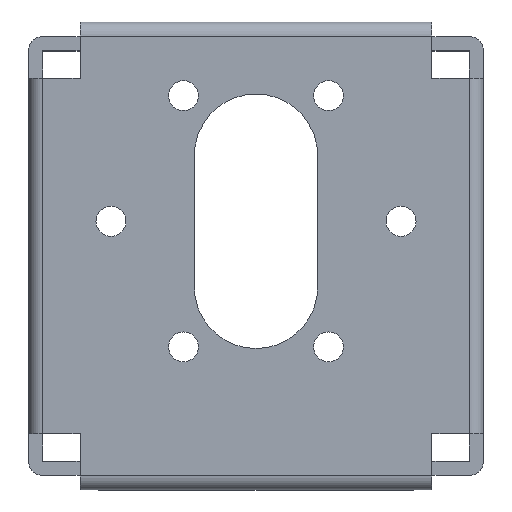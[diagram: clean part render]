
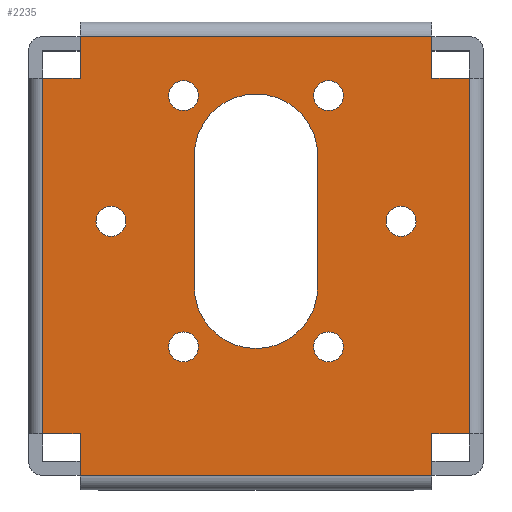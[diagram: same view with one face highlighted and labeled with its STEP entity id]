
A CAD part, top view. The second image highlights one B-rep face of the part: STEP entity #2235.
In plain terms, the highlighted planar face has unit normal (0, 0, 1).
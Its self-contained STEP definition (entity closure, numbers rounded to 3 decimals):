
#51=FACE_BOUND('',#368,.T.);
#52=FACE_BOUND('',#369,.T.);
#53=FACE_BOUND('',#370,.T.);
#54=FACE_BOUND('',#371,.T.);
#55=FACE_BOUND('',#372,.T.);
#56=FACE_BOUND('',#373,.T.);
#57=FACE_BOUND('',#374,.T.);
#115=PLANE('',#2469);
#223=FACE_OUTER_BOUND('',#367,.T.);
#367=EDGE_LOOP('',(#2029,#2030,#2031,#2032,#2033,#2034,#2035,#2036,#2037,
#2038,#2039,#2040));
#368=EDGE_LOOP('',(#2041));
#369=EDGE_LOOP('',(#2042));
#370=EDGE_LOOP('',(#2043));
#371=EDGE_LOOP('',(#2044));
#372=EDGE_LOOP('',(#2045));
#373=EDGE_LOOP('',(#2046));
#374=EDGE_LOOP('',(#2047,#2048,#2049,#2050));
#463=LINE('',#3378,#669);
#481=LINE('',#3429,#687);
#516=LINE('',#3537,#722);
#528=LINE('',#3586,#734);
#532=LINE('',#3598,#738);
#539=LINE('',#3620,#745);
#541=LINE('',#3629,#747);
#544=LINE('',#3633,#750);
#548=LINE('',#3643,#754);
#552=LINE('',#3650,#758);
#555=LINE('',#3661,#761);
#559=LINE('',#3669,#765);
#585=LINE('',#3751,#791);
#587=LINE('',#3754,#793);
#669=VECTOR('',#2711,10.);
#687=VECTOR('',#2759,10.);
#722=VECTOR('',#2860,10.);
#734=VECTOR('',#2910,10.);
#738=VECTOR('',#2922,10.);
#745=VECTOR('',#2951,10.);
#747=VECTOR('',#2959,10.);
#750=VECTOR('',#2964,10.);
#754=VECTOR('',#2976,10.);
#758=VECTOR('',#2982,10.);
#761=VECTOR('',#2997,10.);
#765=VECTOR('',#3003,10.);
#791=VECTOR('',#3109,10.);
#793=VECTOR('',#3113,10.);
#868=CIRCLE('',#2379,1.6);
#870=CIRCLE('',#2382,1.6);
#872=CIRCLE('',#2385,1.6);
#874=CIRCLE('',#2388,1.6);
#876=CIRCLE('',#2391,1.6);
#878=CIRCLE('',#2394,1.6);
#881=CIRCLE('',#2399,6.6);
#883=CIRCLE('',#2403,6.6);
#1004=VERTEX_POINT('',#3375);
#1005=VERTEX_POINT('',#3377);
#1022=VERTEX_POINT('',#3426);
#1023=VERTEX_POINT('',#3428);
#1062=VERTEX_POINT('',#3534);
#1063=VERTEX_POINT('',#3536);
#1066=VERTEX_POINT('',#3544);
#1068=VERTEX_POINT('',#3550);
#1070=VERTEX_POINT('',#3556);
#1072=VERTEX_POINT('',#3562);
#1074=VERTEX_POINT('',#3568);
#1076=VERTEX_POINT('',#3574);
#1080=VERTEX_POINT('',#3583);
#1081=VERTEX_POINT('',#3585);
#1083=VERTEX_POINT('',#3591);
#1085=VERTEX_POINT('',#3597);
#1090=VERTEX_POINT('',#3622);
#1093=VERTEX_POINT('',#3627);
#1094=VERTEX_POINT('',#3639);
#1095=VERTEX_POINT('',#3641);
#1099=VERTEX_POINT('',#3659);
#1102=VERTEX_POINT('',#3667);
#1244=EDGE_CURVE('',#1005,#1004,#463,.T.);
#1270=EDGE_CURVE('',#1022,#1023,#481,.T.);
#1325=EDGE_CURVE('',#1063,#1062,#516,.T.);
#1329=EDGE_CURVE('',#1066,#1066,#868,.T.);
#1332=EDGE_CURVE('',#1068,#1068,#870,.T.);
#1335=EDGE_CURVE('',#1070,#1070,#872,.T.);
#1338=EDGE_CURVE('',#1072,#1072,#874,.T.);
#1341=EDGE_CURVE('',#1074,#1074,#876,.T.);
#1344=EDGE_CURVE('',#1076,#1076,#878,.T.);
#1349=EDGE_CURVE('',#1081,#1080,#528,.T.);
#1352=EDGE_CURVE('',#1083,#1081,#881,.T.);
#1355=EDGE_CURVE('',#1085,#1083,#532,.T.);
#1358=EDGE_CURVE('',#1080,#1085,#883,.T.);
#1367=EDGE_CURVE('',#1023,#1004,#539,.T.);
#1371=EDGE_CURVE('',#1093,#1090,#541,.T.);
#1374=EDGE_CURVE('',#1005,#1093,#544,.T.);
#1380=EDGE_CURVE('',#1095,#1094,#548,.T.);
#1384=EDGE_CURVE('',#1063,#1095,#552,.T.);
#1389=EDGE_CURVE('',#1099,#1062,#555,.T.);
#1393=EDGE_CURVE('',#1102,#1099,#559,.T.);
#1433=EDGE_CURVE('',#1022,#1094,#585,.T.);
#1435=EDGE_CURVE('',#1102,#1090,#587,.T.);
#2029=ORIENTED_EDGE('',*,*,#1367,.F.);
#2030=ORIENTED_EDGE('',*,*,#1270,.F.);
#2031=ORIENTED_EDGE('',*,*,#1433,.T.);
#2032=ORIENTED_EDGE('',*,*,#1380,.F.);
#2033=ORIENTED_EDGE('',*,*,#1384,.F.);
#2034=ORIENTED_EDGE('',*,*,#1325,.T.);
#2035=ORIENTED_EDGE('',*,*,#1389,.F.);
#2036=ORIENTED_EDGE('',*,*,#1393,.F.);
#2037=ORIENTED_EDGE('',*,*,#1435,.T.);
#2038=ORIENTED_EDGE('',*,*,#1371,.F.);
#2039=ORIENTED_EDGE('',*,*,#1374,.F.);
#2040=ORIENTED_EDGE('',*,*,#1244,.T.);
#2041=ORIENTED_EDGE('',*,*,#1329,.T.);
#2042=ORIENTED_EDGE('',*,*,#1332,.T.);
#2043=ORIENTED_EDGE('',*,*,#1335,.T.);
#2044=ORIENTED_EDGE('',*,*,#1338,.T.);
#2045=ORIENTED_EDGE('',*,*,#1341,.T.);
#2046=ORIENTED_EDGE('',*,*,#1344,.T.);
#2047=ORIENTED_EDGE('',*,*,#1349,.T.);
#2048=ORIENTED_EDGE('',*,*,#1358,.T.);
#2049=ORIENTED_EDGE('',*,*,#1355,.T.);
#2050=ORIENTED_EDGE('',*,*,#1352,.T.);
#2235=ADVANCED_FACE('',(#223,#51,#52,#53,#54,#55,#56,#57),#115,.T.);
#2379=AXIS2_PLACEMENT_3D('',#3545,#2866,#2867);
#2382=AXIS2_PLACEMENT_3D('',#3551,#2873,#2874);
#2385=AXIS2_PLACEMENT_3D('',#3557,#2880,#2881);
#2388=AXIS2_PLACEMENT_3D('',#3563,#2887,#2888);
#2391=AXIS2_PLACEMENT_3D('',#3569,#2894,#2895);
#2394=AXIS2_PLACEMENT_3D('',#3575,#2901,#2902);
#2399=AXIS2_PLACEMENT_3D('',#3592,#2916,#2917);
#2403=AXIS2_PLACEMENT_3D('',#3602,#2928,#2929);
#2469=AXIS2_PLACEMENT_3D('',#3756,#3115,#3116);
#2711=DIRECTION('',(0.,-1.,0.));
#2759=DIRECTION('',(0.,-1.,0.));
#2860=DIRECTION('',(0.,1.,0.));
#2866=DIRECTION('center_axis',(0.,0.,-1.));
#2867=DIRECTION('ref_axis',(1.,0.,0.));
#2873=DIRECTION('center_axis',(0.,0.,-1.));
#2874=DIRECTION('ref_axis',(1.,0.,0.));
#2880=DIRECTION('center_axis',(0.,0.,-1.));
#2881=DIRECTION('ref_axis',(1.,0.,0.));
#2887=DIRECTION('center_axis',(0.,0.,-1.));
#2888=DIRECTION('ref_axis',(1.,0.,0.));
#2894=DIRECTION('center_axis',(0.,0.,-1.));
#2895=DIRECTION('ref_axis',(1.,0.,0.));
#2901=DIRECTION('center_axis',(0.,0.,-1.));
#2902=DIRECTION('ref_axis',(1.,0.,0.));
#2910=DIRECTION('',(0.,-1.,0.));
#2916=DIRECTION('center_axis',(0.,0.,-1.));
#2917=DIRECTION('ref_axis',(1.,0.,0.));
#2922=DIRECTION('',(0.,1.,0.));
#2928=DIRECTION('center_axis',(0.,0.,-1.));
#2929=DIRECTION('ref_axis',(1.,0.,0.));
#2951=DIRECTION('',(-1.,0.,0.));
#2959=DIRECTION('',(0.,1.,0.));
#2964=DIRECTION('',(-1.,0.,0.));
#2976=DIRECTION('',(0.,-1.,0.));
#2982=DIRECTION('',(1.,0.,0.));
#2997=DIRECTION('',(1.,0.,0.));
#3003=DIRECTION('',(0.,1.,0.));
#3109=DIRECTION('',(1.,0.,0.));
#3113=DIRECTION('',(-1.,0.,0.));
#3115=DIRECTION('center_axis',(0.,0.,1.));
#3116=DIRECTION('ref_axis',(1.,0.,0.));
#3375=CARTESIAN_POINT('',(-18.8,-47.,1.5));
#3377=CARTESIAN_POINT('',(-18.8,-42.5,1.5));
#3378=CARTESIAN_POINT('',(-18.8,-47.,1.5));
#3426=CARTESIAN_POINT('',(18.8,-42.5,1.5));
#3428=CARTESIAN_POINT('',(18.8,-47.,1.5));
#3429=CARTESIAN_POINT('',(18.8,-47.,1.5));
#3534=CARTESIAN_POINT('',(18.8,0.,1.5));
#3536=CARTESIAN_POINT('',(18.8,-4.5,1.5));
#3537=CARTESIAN_POINT('',(18.8,0.,1.5));
#3544=CARTESIAN_POINT('',(6.15,-33.223,1.5));
#3545=CARTESIAN_POINT('Origin',(7.75,-33.223,1.5));
#3550=CARTESIAN_POINT('',(-17.1,-19.8,1.5));
#3551=CARTESIAN_POINT('Origin',(-15.5,-19.8,1.5));
#3556=CARTESIAN_POINT('',(6.15,-6.377,1.5));
#3557=CARTESIAN_POINT('Origin',(7.75,-6.377,1.5));
#3562=CARTESIAN_POINT('',(-9.35,-6.377,1.5));
#3563=CARTESIAN_POINT('Origin',(-7.75,-6.377,1.5));
#3568=CARTESIAN_POINT('',(-9.35,-33.223,1.5));
#3569=CARTESIAN_POINT('Origin',(-7.75,-33.223,1.5));
#3574=CARTESIAN_POINT('',(13.9,-19.8,1.5));
#3575=CARTESIAN_POINT('Origin',(15.5,-19.8,1.5));
#3583=CARTESIAN_POINT('',(6.6,-26.8,1.5));
#3585=CARTESIAN_POINT('',(6.6,-12.8,1.5));
#3586=CARTESIAN_POINT('',(6.6,-18.15,1.5));
#3591=CARTESIAN_POINT('',(-6.6,-12.8,1.5));
#3592=CARTESIAN_POINT('Origin',(0.,-12.8,1.5));
#3597=CARTESIAN_POINT('',(-6.6,-26.8,1.5));
#3598=CARTESIAN_POINT('',(-6.6,-25.15,1.5));
#3602=CARTESIAN_POINT('Origin',(0.,-26.8,1.5));
#3620=CARTESIAN_POINT('',(0.,-47.,1.5));
#3622=CARTESIAN_POINT('',(-22.8,-4.5,1.5));
#3627=CARTESIAN_POINT('',(-22.8,-42.5,1.5));
#3629=CARTESIAN_POINT('',(-22.8,-23.5,1.5));
#3633=CARTESIAN_POINT('',(-22.8,-42.5,1.5));
#3639=CARTESIAN_POINT('',(22.8,-42.5,1.5));
#3641=CARTESIAN_POINT('',(22.8,-4.5,1.5));
#3643=CARTESIAN_POINT('',(22.8,-23.5,1.5));
#3650=CARTESIAN_POINT('',(22.8,-4.5,1.5));
#3659=CARTESIAN_POINT('',(-18.8,0.,1.5));
#3661=CARTESIAN_POINT('',(0.,0.,1.5));
#3667=CARTESIAN_POINT('',(-18.8,-4.5,1.5));
#3669=CARTESIAN_POINT('',(-18.8,0.,1.5));
#3751=CARTESIAN_POINT('',(22.8,-42.5,1.5));
#3754=CARTESIAN_POINT('',(-22.8,-4.5,1.5));
#3756=CARTESIAN_POINT('Origin',(0.,-23.5,1.5));
